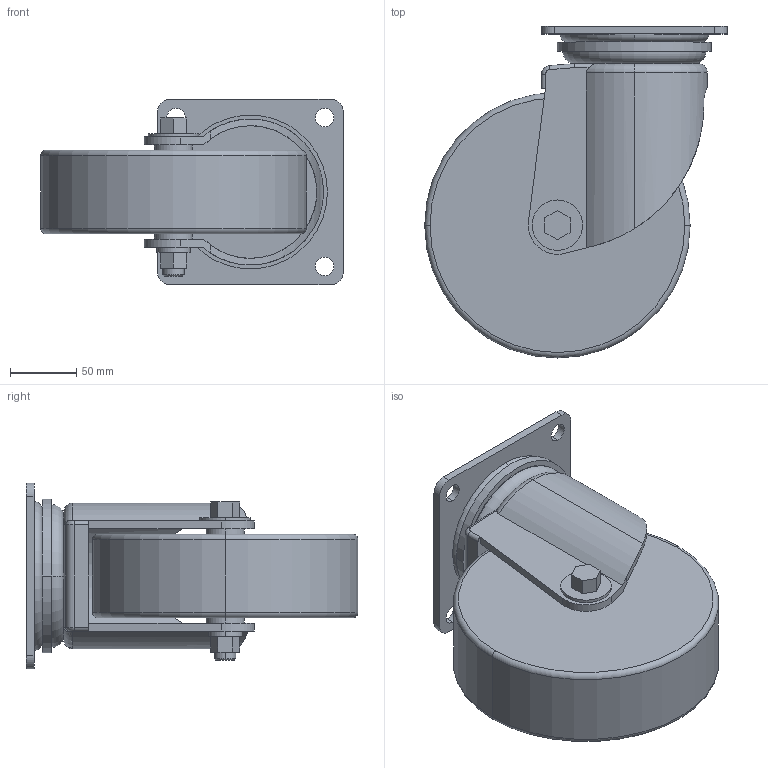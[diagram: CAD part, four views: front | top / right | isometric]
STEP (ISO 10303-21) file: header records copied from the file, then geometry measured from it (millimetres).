
FILE_DESCRIPTION (( 'STEP AP203' ), '1' );
FILE_NAME ('K-507YN-200.STEP', '2013-01-28T04:55:25', ( '11sw' ), ( 'タキゲン製造株式会社' ), 'SwSTEP 2.0', 'SolidWorks 2011', '' );
FILE_SCHEMA (( 'CONFIG_CONTROL_DESIGN' ));
Length unit declared in the file: millimetre
Products named in the file (1): K-507YN-200
Bounding box: 228 x 250 x 140 mm (x, y, z)
Volume: 2674972.2 mm3; surface area: 230988.4 mm2
Topology: 1 solids, 1 shells, 99 faces, 240 edges, 154 vertices
Faces by surface type: cylinder 45, plane 39, torus 13, cone 2
Entity records: 3332 total; most frequent: CARTESIAN_POINT 866, DIRECTION 519, ORIENTED_EDGE 480, EDGE_CURVE 240, AXIS2_PLACEMENT_3D 199, VERTEX_POINT 154, VECTOR 121, LINE 121
